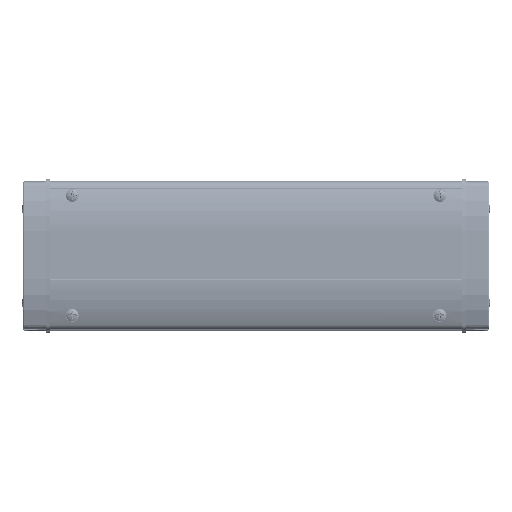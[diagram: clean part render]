
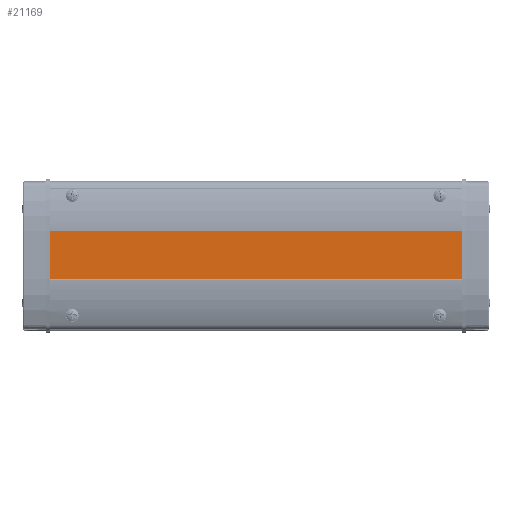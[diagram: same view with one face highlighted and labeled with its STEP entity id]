
A CAD part, top view. The second image highlights one B-rep face of the part: STEP entity #21169.
In plain terms, the highlighted face is planar.
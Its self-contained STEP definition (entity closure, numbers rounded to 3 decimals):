
#716=PLANE('',#22858);
#1872=FACE_OUTER_BOUND('',#3167,.T.);
#3167=EDGE_LOOP('',(#16587,#16588,#16589,#16590));
#5083=LINE('',#32321,#6672);
#5327=LINE('',#32876,#6916);
#5497=LINE('',#33252,#7086);
#5499=LINE('',#33257,#7088);
#6672=VECTOR('',#25688,10.);
#6916=VECTOR('',#26006,10.);
#7086=VECTOR('',#26534,10.);
#7088=VECTOR('',#26542,10.);
#9226=VERTEX_POINT('',#32318);
#9227=VERTEX_POINT('',#32320);
#9500=VERTEX_POINT('',#32873);
#9501=VERTEX_POINT('',#32875);
#11600=EDGE_CURVE('',#9227,#9226,#5083,.T.);
#11880=EDGE_CURVE('',#9501,#9500,#5327,.T.);
#12069=EDGE_CURVE('',#9501,#9226,#5497,.T.);
#12071=EDGE_CURVE('',#9500,#9227,#5499,.T.);
#16587=ORIENTED_EDGE('',*,*,#11600,.T.);
#16588=ORIENTED_EDGE('',*,*,#12069,.F.);
#16589=ORIENTED_EDGE('',*,*,#11880,.T.);
#16590=ORIENTED_EDGE('',*,*,#12071,.T.);
#21169=ADVANCED_FACE('',(#1872),#716,.T.);
#22858=AXIS2_PLACEMENT_3D('',#33258,#26543,#26544);
#25688=DIRECTION('',(0.,1.,0.));
#26006=DIRECTION('',(0.,-1.,0.));
#26534=DIRECTION('',(0.,0.,1.));
#26542=DIRECTION('',(0.,0.,1.));
#26543=DIRECTION('center_axis',(-1.,0.,0.));
#26544=DIRECTION('ref_axis',(0.,0.,1.));
#32318=CARTESIAN_POINT('',(2.,15.625,134.2));
#32320=CARTESIAN_POINT('',(2.,-15.625,134.2));
#32321=CARTESIAN_POINT('',(2.,-32.025,134.2));
#32873=CARTESIAN_POINT('',(2.,-15.625,-134.2));
#32875=CARTESIAN_POINT('',(2.,15.625,-134.2));
#32876=CARTESIAN_POINT('',(2.,16.4,-134.2));
#33252=CARTESIAN_POINT('',(2.,15.625,0.));
#33257=CARTESIAN_POINT('',(2.,-15.625,0.));
#33258=CARTESIAN_POINT('Origin',(2.,-15.625,0.));
